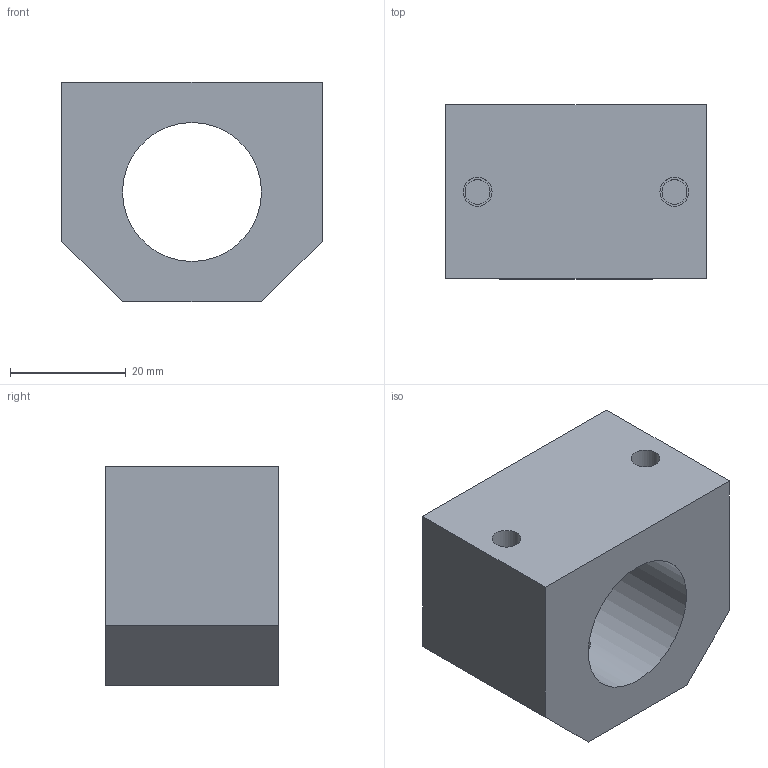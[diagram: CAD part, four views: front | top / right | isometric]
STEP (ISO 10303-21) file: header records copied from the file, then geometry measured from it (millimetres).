
FILE_DESCRIPTION( ( 'STEP AP214' ), '1' );
FILE_NAME( 'SGC-16.stp', '2010-01-20T11:04:22', ( ' ' ), ( ' ' ), 'XStep 1.0', ' ', ' ' );
FILE_SCHEMA( ( 'CONFIG_CONTROL_DESIGN) ( )' ) );
Length unit declared in the file: metre
Products named in the file (1): 1
Bounding box: 45 x 30 x 38 mm (x, y, z)
Volume: 33646.8 mm3; surface area: 9775 mm2
Topology: 1 solids, 1 shells, 18 faces, 42 edges, 29 vertices
Faces by surface type: plane 12, cylinder 6
Full cylindrical faces by diameter (mm): 4.3 x2, 5 x3, 24 x1
Entity records: 664 total; most frequent: CARTESIAN_POINT 130, DIRECTION 78, ORIENTED_EDGE 60, EDGE_LOOP 32, AXIS2_PLACEMENT_3D 30, EDGE_CURVE 30, FACE_OUTER_BOUND 24, VERTEX_POINT 24
